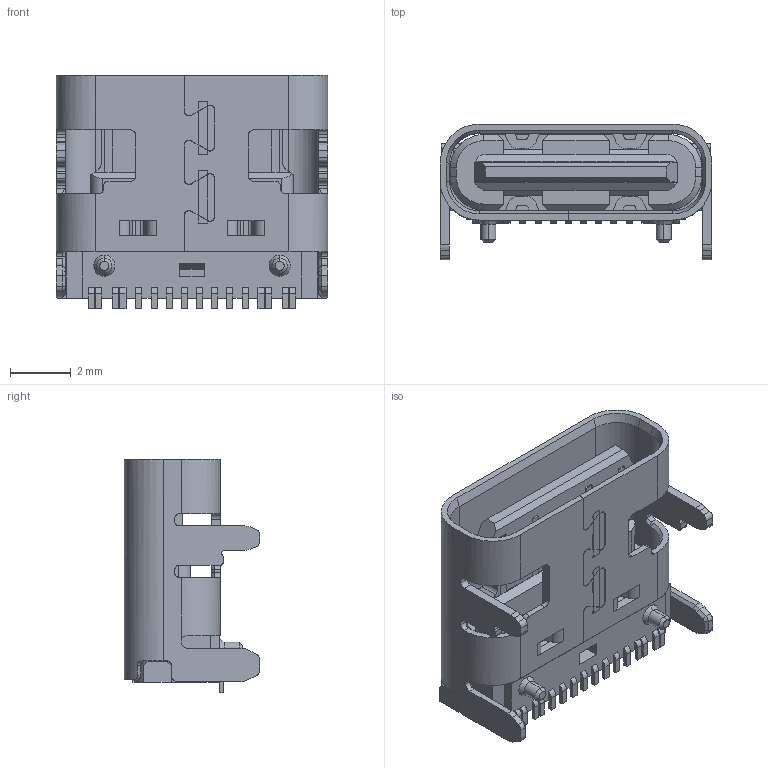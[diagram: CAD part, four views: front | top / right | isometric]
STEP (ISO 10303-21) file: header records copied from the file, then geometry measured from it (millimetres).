
FILE_DESCRIPTION(('STEP AP203'),'1');
FILE_NAME('usb4105-xx-a-120.stp','2024-04-29T12:59:09',('TraceParts'),('TraceParts S.A.'),'Spatial InterOp 3D',' ',' ');
FILE_SCHEMA(('CONFIG_CONTROL_DESIGN'));
Length unit declared in the file: millimetre
Products named in the file (1): 1
Bounding box: 8.94 x 4.46 x 7.7 mm (x, y, z)
Volume: 114 mm3; surface area: 486.9 mm2
Topology: 2 solids, 2 shells, 854 faces, 2431 edges, 1570 vertices
Faces by surface type: plane 620, cylinder 178, cone 47, bspline 9
Entity records: 28546 total; most frequent: CARTESIAN_POINT 6992, ORIENTED_EDGE 4848, DIRECTION 3932, EDGE_CURVE 2424, LINE 1812, VECTOR 1812, VERTEX_POINT 1570, AXIS2_PLACEMENT_3D 1060
